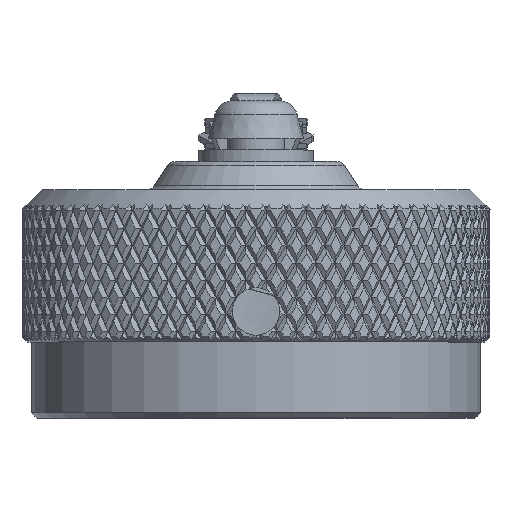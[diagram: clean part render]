
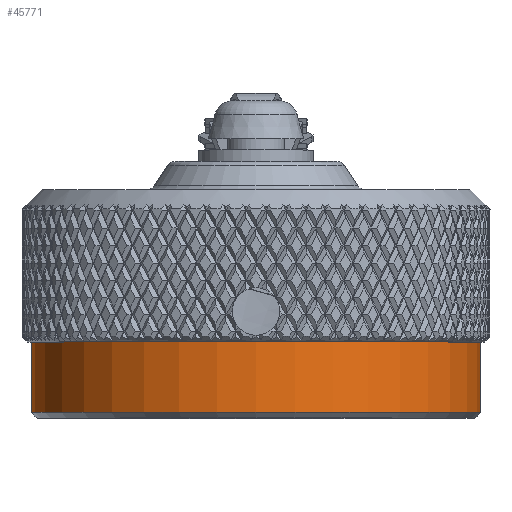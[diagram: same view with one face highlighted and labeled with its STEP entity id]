
A CAD part, top view. The second image highlights one B-rep face of the part: STEP entity #45771.
In plain terms, the highlighted cylindrical face has radius 11.8 mm (diameter 23.6 mm), a partial arc.
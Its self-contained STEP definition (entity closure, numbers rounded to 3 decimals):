
#2=CARTESIAN_POINT('',(0.,0.3,0.));
#3=DIRECTION('',(0.,1.,0.));
#4=DIRECTION('',(-1.,0.,0.));
#5=AXIS2_PLACEMENT_3D('',#2,#3,#4);
#20=DIRECTION('',(0.,1.,0.));
#21=VECTOR('',#20,3.7);
#22=CARTESIAN_POINT('',(11.8,0.3,
0.));
#23=LINE('',#22,#21);
#24=DIRECTION('',(0.,1.,0.));
#25=VECTOR('',#24,3.7);
#26=CARTESIAN_POINT('',(-11.8,0.3,
0.));
#27=LINE('',#26,#25);
#33=CARTESIAN_POINT('',(0.,4.,0.));
#34=DIRECTION('',(0.,-1.,0.));
#35=DIRECTION('',(1.,0.,0.));
#36=AXIS2_PLACEMENT_3D('',#33,#34,#35);
#42079=CARTESIAN_POINT('',(11.8,4.,0.));
#42080=CARTESIAN_POINT('',(-11.8,4.,0.));
#42081=VERTEX_POINT('',#42079);
#42082=VERTEX_POINT('',#42080);
#45740=CARTESIAN_POINT('',(11.8,0.3,0.));
#45741=CARTESIAN_POINT('',(-11.8,0.3,0.));
#45742=VERTEX_POINT('',#45740);
#45743=VERTEX_POINT('',#45741);
#45756=CARTESIAN_POINT('',(0.,18.9,0.));
#45757=DIRECTION('',(0.,-1.,0.));
#45758=DIRECTION('',(-1.,0.,0.));
#45759=AXIS2_PLACEMENT_3D('',#45756,#45757,#45758);
#45760=CYLINDRICAL_SURFACE('',#45759,11.8);
#45762=ORIENTED_EDGE('',*,*,#45761,.F.);
#45764=ORIENTED_EDGE('',*,*,#45763,.T.);
#45766=ORIENTED_EDGE('',*,*,#45765,.F.);
#45768=ORIENTED_EDGE('',*,*,#45767,.F.);
#45769=EDGE_LOOP('',(#45762,#45764,#45766,#45768));
#45770=FACE_OUTER_BOUND('',#45769,.F.);
#45771=ADVANCED_FACE('',(#45770),#45760,.T.);
#6=CIRCLE('',#5,11.8);
#37=CIRCLE('',#36,11.8);
#45761=EDGE_CURVE('',#45743,#45742,#6,.T.);
#45763=EDGE_CURVE('',#45743,#42082,#27,.T.);
#45765=EDGE_CURVE('',#42081,#42082,#37,.T.);
#45767=EDGE_CURVE('',#45742,#42081,#23,.T.);
